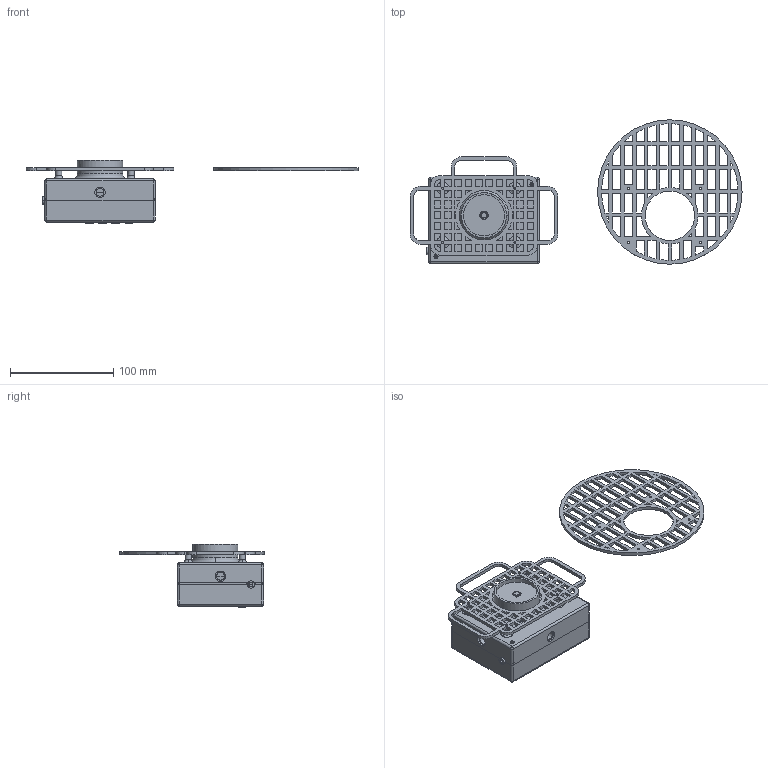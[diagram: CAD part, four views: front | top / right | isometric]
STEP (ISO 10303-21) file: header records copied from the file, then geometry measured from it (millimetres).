
FILE_DESCRIPTION(/* description */ (''),/* implementation_level */ '2;1');
FILE_NAME(/* name */ 'Full Assembly.step',/* time_stamp */ '2017-11-08T11:02:00+00:00',/* author */ (''),/* organization */ (''),/* preprocessor_version */ 'ST-DEVELOPER v16.13',/* originating_system */ 'Autodesk Translation Framework v6.5.0.72',/* authorisation */ '');
FILE_SCHEMA (('AUTOMOTIVE_DESIGN { 1 0 10303 214 3 1 1 }'));
Length unit declared in the file: millimetre
Products named in the file (7): Lasercut Attachments .SLDPRT; LaserCut v1 Body; LaserCut Grill 01; LaserCut Grill 02; RsPI Camera 1; Adafruit PiTFT Hat 2; Simple Rsp PI Model B
Assembly tree (6 placements, depth 2):
  Lasercut Attachments .SLDPRT
    LaserCut v1 Body
    LaserCut Grill 01
    LaserCut Grill 02
    RsPI Camera 1
    Adafruit PiTFT Hat 2
    Simple Rsp PI Model B
Bounding box: 321.93 x 140 x 61.5 mm (x, y, z)
Volume: 141865.1 mm3; surface area: 144989.7 mm2
Topology: 7 solids, 7 shells, 1624 faces, 4417 edges, 2931 vertices
Faces by surface type: plane 1310, cylinder 276, sphere 22, bspline 15, cone 1
Full cylindrical faces by diameter (mm): 2 x24, 2.1 x4, 2.75 x4, 2.756 x4, 3 x4, 3.328 x1, 4 x2, 5 x1, 5.5 x1, 6 x16, 7 x4, 7.6 x1, 7.7 x3, 8 x1, 10.1 x3, 12 x3, 39.88 x1, 43.88 x1, 47.88 x2, 140 x1
Entity records: 52776 total; most frequent: CARTESIAN_POINT 10421, ORIENTED_EDGE 8786, DIRECTION 8298, EDGE_CURVE 4393, LINE 3656, VECTOR 3656, VERTEX_POINT 2931, AXIS2_PLACEMENT_3D 2321
